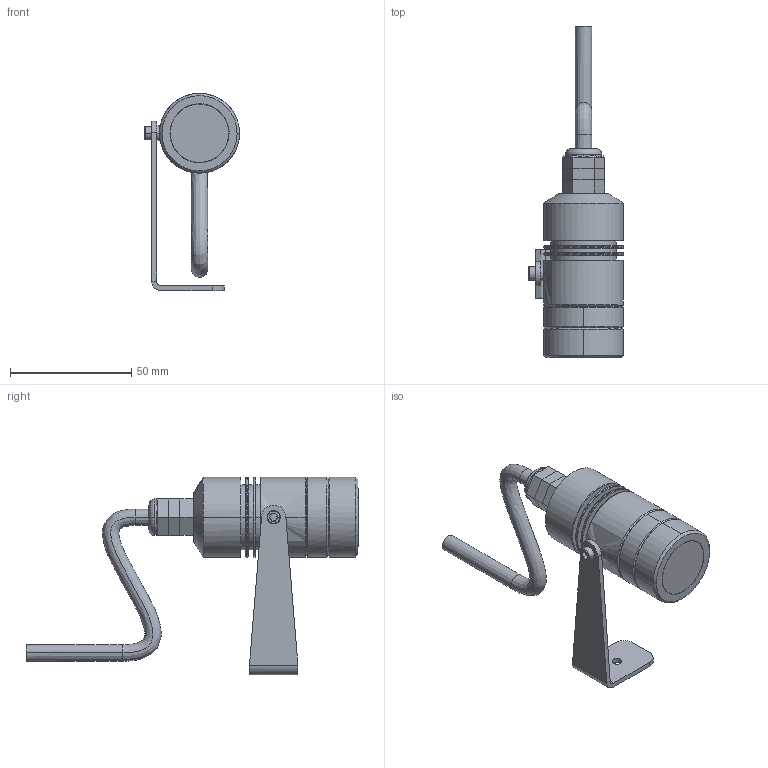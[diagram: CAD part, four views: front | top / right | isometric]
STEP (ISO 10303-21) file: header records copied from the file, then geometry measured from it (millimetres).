
FILE_DESCRIPTION(/* description */ (''),/* implementation_level */ '2;1');
FILE_NAME(/* name */ 'NL702900_MINISPOT',/* time_stamp */ '2018-01-25T10:39:40+01:00',/* author */ (''),/* organization */ (''),/* preprocessor_version */ 'ST-DEVELOPER v15',/* originating_system */ '',/* authorisation */ '');
FILE_SCHEMA (('CONFIG_CONTROL_DESIGN'));
Length unit declared in the file: millimetre
Products named in the file (1): Document
Bounding box: 39.2 x 137.02 x 81.5 mm (x, y, z)
Volume: 11269.3 mm3; surface area: 20164.4 mm2
Topology: 4 solids, 71 shells, 154 faces, 511 edges, 410 vertices
Faces by surface type: bspline 87, plane 67
Entity records: 7421 total; most frequent: CARTESIAN_POINT 4608, ORIENTED_EDGE 717, EDGE_CURVE 511, VERTEX_POINT 410, B_SPLINE_CURVE_WITH_KNOTS 235, EDGE_LOOP 174, ADVANCED_FACE 154, FACE_OUTER_BOUND 154
